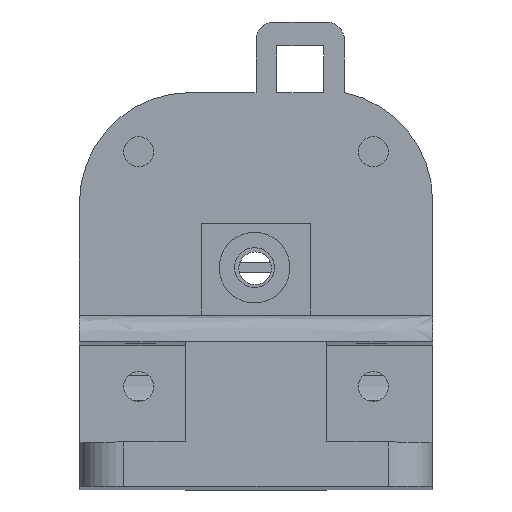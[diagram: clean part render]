
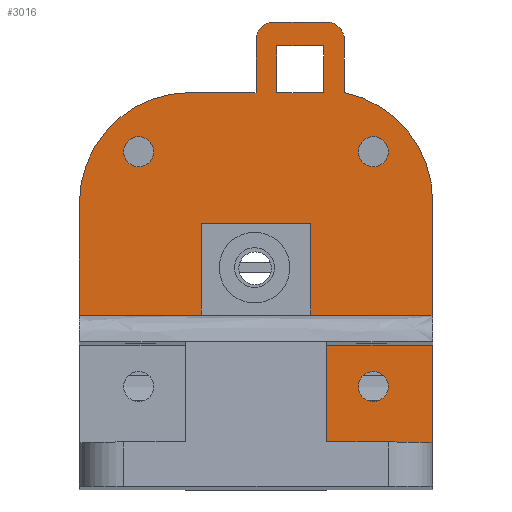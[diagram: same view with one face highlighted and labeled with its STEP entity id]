
A CAD part, left-side view. The second image highlights one B-rep face of the part: STEP entity #3016.
In plain terms, the highlighted planar face has unit normal (-1, 0, 0).
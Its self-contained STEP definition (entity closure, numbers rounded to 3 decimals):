
#70=FACE_BOUND('',#415,.T.);
#71=FACE_BOUND('',#416,.T.);
#72=FACE_BOUND('',#417,.T.);
#73=FACE_BOUND('',#418,.T.);
#144=PLANE('',#3253);
#249=FACE_OUTER_BOUND('',#414,.T.);
#414=EDGE_LOOP('',(#2111,#2112,#2113,#2114,#2115,#2116,#2117,#2118,#2119,
#2120,#2121,#2122,#2123,#2124,#2125,#2126,#2127,#2128,#2129,#2130,#2131,
#2132,#2133,#2134));
#415=EDGE_LOOP('',(#2135));
#416=EDGE_LOOP('',(#2136));
#417=EDGE_LOOP('',(#2137));
#418=EDGE_LOOP('',(#2138,#2139,#2140,#2141));
#648=LINE('',#4476,#947);
#652=LINE('',#4484,#951);
#656=LINE('',#4496,#955);
#659=LINE('',#4502,#958);
#660=LINE('',#4504,#959);
#661=LINE('',#4506,#960);
#662=LINE('',#4508,#961);
#663=LINE('',#4512,#962);
#664=LINE('',#4514,#963);
#665=LINE('',#4518,#964);
#666=LINE('',#4522,#965);
#667=LINE('',#4524,#966);
#668=LINE('',#4528,#967);
#669=LINE('',#4530,#968);
#670=LINE('',#4532,#969);
#671=LINE('',#4534,#970);
#672=LINE('',#4536,#971);
#673=LINE('',#4538,#972);
#674=LINE('',#4540,#973);
#675=LINE('',#4541,#974);
#676=LINE('',#4550,#975);
#677=LINE('',#4552,#976);
#678=LINE('',#4554,#977);
#679=LINE('',#4555,#978);
#947=VECTOR('',#3567,10.);
#951=VECTOR('',#3573,10.);
#955=VECTOR('',#3585,10.);
#958=VECTOR('',#3590,10.);
#959=VECTOR('',#3591,10.);
#960=VECTOR('',#3592,10.);
#961=VECTOR('',#3593,10.);
#962=VECTOR('',#3596,10.);
#963=VECTOR('',#3597,10.);
#964=VECTOR('',#3600,10.);
#965=VECTOR('',#3603,10.);
#966=VECTOR('',#3604,10.);
#967=VECTOR('',#3607,10.);
#968=VECTOR('',#3608,10.);
#969=VECTOR('',#3609,10.);
#970=VECTOR('',#3610,10.);
#971=VECTOR('',#3611,10.);
#972=VECTOR('',#3612,10.);
#973=VECTOR('',#3613,10.);
#974=VECTOR('',#3614,10.);
#975=VECTOR('',#3621,10.);
#976=VECTOR('',#3622,10.);
#977=VECTOR('',#3623,10.);
#978=VECTOR('',#3624,10.);
#1248=CIRCLE('',#3254,12.5);
#1249=CIRCLE('',#3255,2.);
#1250=CIRCLE('',#3256,2.);
#1251=CIRCLE('',#3257,12.5);
#1252=CIRCLE('',#3258,1.7);
#1253=CIRCLE('',#3259,1.7);
#1254=CIRCLE('',#3260,1.7);
#1374=VERTEX_POINT('',#4474);
#1375=VERTEX_POINT('',#4475);
#1378=VERTEX_POINT('',#4483);
#1382=VERTEX_POINT('',#4495);
#1384=VERTEX_POINT('',#4501);
#1385=VERTEX_POINT('',#4503);
#1386=VERTEX_POINT('',#4505);
#1387=VERTEX_POINT('',#4507);
#1388=VERTEX_POINT('',#4509);
#1389=VERTEX_POINT('',#4511);
#1390=VERTEX_POINT('',#4513);
#1391=VERTEX_POINT('',#4515);
#1392=VERTEX_POINT('',#4517);
#1393=VERTEX_POINT('',#4519);
#1394=VERTEX_POINT('',#4521);
#1395=VERTEX_POINT('',#4523);
#1396=VERTEX_POINT('',#4525);
#1397=VERTEX_POINT('',#4527);
#1398=VERTEX_POINT('',#4529);
#1399=VERTEX_POINT('',#4531);
#1400=VERTEX_POINT('',#4533);
#1401=VERTEX_POINT('',#4535);
#1402=VERTEX_POINT('',#4537);
#1403=VERTEX_POINT('',#4539);
#1404=VERTEX_POINT('',#4542);
#1405=VERTEX_POINT('',#4544);
#1406=VERTEX_POINT('',#4546);
#1407=VERTEX_POINT('',#4548);
#1408=VERTEX_POINT('',#4549);
#1409=VERTEX_POINT('',#4551);
#1410=VERTEX_POINT('',#4553);
#1661=EDGE_CURVE('',#1374,#1375,#648,.T.);
#1665=EDGE_CURVE('',#1378,#1374,#652,.T.);
#1671=EDGE_CURVE('',#1382,#1378,#656,.T.);
#1674=EDGE_CURVE('',#1375,#1384,#659,.T.);
#1675=EDGE_CURVE('',#1385,#1384,#660,.T.);
#1676=EDGE_CURVE('',#1386,#1385,#661,.T.);
#1677=EDGE_CURVE('',#1387,#1386,#662,.T.);
#1678=EDGE_CURVE('',#1388,#1387,#1248,.T.);
#1679=EDGE_CURVE('',#1388,#1389,#663,.T.);
#1680=EDGE_CURVE('',#1389,#1390,#664,.T.);
#1681=EDGE_CURVE('',#1390,#1391,#1249,.T.);
#1682=EDGE_CURVE('',#1391,#1392,#665,.T.);
#1683=EDGE_CURVE('',#1392,#1393,#1250,.T.);
#1684=EDGE_CURVE('',#1393,#1394,#666,.T.);
#1685=EDGE_CURVE('',#1394,#1395,#667,.T.);
#1686=EDGE_CURVE('',#1396,#1395,#1251,.T.);
#1687=EDGE_CURVE('',#1397,#1396,#668,.T.);
#1688=EDGE_CURVE('',#1397,#1398,#669,.T.);
#1689=EDGE_CURVE('',#1398,#1399,#670,.T.);
#1690=EDGE_CURVE('',#1399,#1400,#671,.T.);
#1691=EDGE_CURVE('',#1400,#1401,#672,.T.);
#1692=EDGE_CURVE('',#1401,#1402,#673,.T.);
#1693=EDGE_CURVE('',#1402,#1403,#674,.T.);
#1694=EDGE_CURVE('',#1403,#1382,#675,.T.);
#1695=EDGE_CURVE('',#1404,#1404,#1252,.T.);
#1696=EDGE_CURVE('',#1405,#1405,#1253,.T.);
#1697=EDGE_CURVE('',#1406,#1406,#1254,.T.);
#1698=EDGE_CURVE('',#1407,#1408,#676,.T.);
#1699=EDGE_CURVE('',#1408,#1409,#677,.T.);
#1700=EDGE_CURVE('',#1409,#1410,#678,.T.);
#1701=EDGE_CURVE('',#1410,#1407,#679,.T.);
#2111=ORIENTED_EDGE('',*,*,#1665,.T.);
#2112=ORIENTED_EDGE('',*,*,#1661,.T.);
#2113=ORIENTED_EDGE('',*,*,#1674,.T.);
#2114=ORIENTED_EDGE('',*,*,#1675,.F.);
#2115=ORIENTED_EDGE('',*,*,#1676,.F.);
#2116=ORIENTED_EDGE('',*,*,#1677,.F.);
#2117=ORIENTED_EDGE('',*,*,#1678,.F.);
#2118=ORIENTED_EDGE('',*,*,#1679,.T.);
#2119=ORIENTED_EDGE('',*,*,#1680,.T.);
#2120=ORIENTED_EDGE('',*,*,#1681,.T.);
#2121=ORIENTED_EDGE('',*,*,#1682,.T.);
#2122=ORIENTED_EDGE('',*,*,#1683,.T.);
#2123=ORIENTED_EDGE('',*,*,#1684,.T.);
#2124=ORIENTED_EDGE('',*,*,#1685,.T.);
#2125=ORIENTED_EDGE('',*,*,#1686,.F.);
#2126=ORIENTED_EDGE('',*,*,#1687,.F.);
#2127=ORIENTED_EDGE('',*,*,#1688,.T.);
#2128=ORIENTED_EDGE('',*,*,#1689,.T.);
#2129=ORIENTED_EDGE('',*,*,#1690,.T.);
#2130=ORIENTED_EDGE('',*,*,#1691,.T.);
#2131=ORIENTED_EDGE('',*,*,#1692,.T.);
#2132=ORIENTED_EDGE('',*,*,#1693,.T.);
#2133=ORIENTED_EDGE('',*,*,#1694,.T.);
#2134=ORIENTED_EDGE('',*,*,#1671,.T.);
#2135=ORIENTED_EDGE('',*,*,#1695,.T.);
#2136=ORIENTED_EDGE('',*,*,#1696,.T.);
#2137=ORIENTED_EDGE('',*,*,#1697,.T.);
#2138=ORIENTED_EDGE('',*,*,#1698,.T.);
#2139=ORIENTED_EDGE('',*,*,#1699,.T.);
#2140=ORIENTED_EDGE('',*,*,#1700,.T.);
#2141=ORIENTED_EDGE('',*,*,#1701,.T.);
#3016=ADVANCED_FACE('',(#249,#70,#71,#72,#73),#144,.F.);
#3253=AXIS2_PLACEMENT_3D('',#4500,#3588,#3589);
#3254=AXIS2_PLACEMENT_3D('',#4510,#3594,#3595);
#3255=AXIS2_PLACEMENT_3D('',#4516,#3598,#3599);
#3256=AXIS2_PLACEMENT_3D('',#4520,#3601,#3602);
#3257=AXIS2_PLACEMENT_3D('',#4526,#3605,#3606);
#3258=AXIS2_PLACEMENT_3D('',#4543,#3615,#3616);
#3259=AXIS2_PLACEMENT_3D('',#4545,#3617,#3618);
#3260=AXIS2_PLACEMENT_3D('',#4547,#3619,#3620);
#3567=DIRECTION('',(0.,0.,-1.));
#3573=DIRECTION('',(0.,-1.,0.));
#3585=DIRECTION('',(0.,0.,-1.));
#3588=DIRECTION('center_axis',(1.,0.,0.));
#3589=DIRECTION('ref_axis',(0.,1.,0.));
#3590=DIRECTION('',(0.,1.,0.));
#3591=DIRECTION('',(0.,0.,1.));
#3592=DIRECTION('',(0.,1.,0.));
#3593=DIRECTION('',(0.,0.,-1.));
#3594=DIRECTION('center_axis',(1.,0.,0.));
#3595=DIRECTION('ref_axis',(0.,-0.2,0.98));
#3596=DIRECTION('',(0.,-1.,0.));
#3597=DIRECTION('',(0.,0.,1.));
#3598=DIRECTION('center_axis',(-1.,0.,0.));
#3599=DIRECTION('ref_axis',(0.,-1.,0.));
#3600=DIRECTION('',(0.,1.,0.));
#3601=DIRECTION('center_axis',(-1.,0.,0.));
#3602=DIRECTION('ref_axis',(0.,0.,1.));
#3603=DIRECTION('',(0.,0.,-1.));
#3604=DIRECTION('',(0.,1.,0.));
#3605=DIRECTION('center_axis',(1.,0.,0.));
#3606=DIRECTION('ref_axis',(0.,0.707,0.707));
#3607=DIRECTION('',(0.,0.,1.));
#3608=DIRECTION('',(0.,-1.,0.));
#3609=DIRECTION('',(0.,0.,1.));
#3610=DIRECTION('',(0.,-1.,0.));
#3611=DIRECTION('',(0.,0.,-1.));
#3612=DIRECTION('',(0.,-1.,0.));
#3613=DIRECTION('',(0.,0.,-1.));
#3614=DIRECTION('',(0.,1.,0.));
#3615=DIRECTION('center_axis',(1.,0.,0.));
#3616=DIRECTION('ref_axis',(0.,1.,0.));
#3617=DIRECTION('center_axis',(1.,0.,0.));
#3618=DIRECTION('ref_axis',(0.,1.,0.));
#3619=DIRECTION('center_axis',(1.,0.,0.));
#3620=DIRECTION('ref_axis',(0.,1.,0.));
#3621=DIRECTION('',(0.,1.,0.));
#3622=DIRECTION('',(0.,0.,1.));
#3623=DIRECTION('',(0.,-1.,0.));
#3624=DIRECTION('',(0.,0.,-1.));
#4474=CARTESIAN_POINT('',(35.,-20.,5.015));
#4475=CARTESIAN_POINT('',(35.,-20.,0.014));
#4476=CARTESIAN_POINT('',(35.,-20.,14.659));
#4483=CARTESIAN_POINT('',(35.,-8.,5.015));
#4484=CARTESIAN_POINT('',(35.,-7.,5.015));
#4495=CARTESIAN_POINT('',(35.,-8.,16.4));
#4496=CARTESIAN_POINT('',(35.,-8.,22.68));
#4500=CARTESIAN_POINT('Origin',(35.,0.,29.));
#4501=CARTESIAN_POINT('',(35.,20.,0.014));
#4502=CARTESIAN_POINT('',(35.,-10.,0.014));
#4503=CARTESIAN_POINT('',(35.,20.,0.));
#4504=CARTESIAN_POINT('',(35.,20.,5.));
#4505=CARTESIAN_POINT('',(35.,-20.,0.));
#4506=CARTESIAN_POINT('',(35.,-10.,0.));
#4507=CARTESIAN_POINT('',(35.,-20.,32.752));
#4508=CARTESIAN_POINT('',(35.,-20.,10.));
#4509=CARTESIAN_POINT('',(35.,-9.999,45.));
#4510=CARTESIAN_POINT('Origin',(35.,-7.5,32.752));
#4511=CARTESIAN_POINT('',(35.,-10.,45.));
#4512=CARTESIAN_POINT('',(35.,0.,45.));
#4513=CARTESIAN_POINT('',(35.,-10.,51.));
#4514=CARTESIAN_POINT('',(35.,-10.,45.));
#4515=CARTESIAN_POINT('',(35.,-8.,53.));
#4516=CARTESIAN_POINT('Origin',(35.,-8.,51.));
#4517=CARTESIAN_POINT('',(35.,-2.,53.));
#4518=CARTESIAN_POINT('',(35.,-8.,53.));
#4519=CARTESIAN_POINT('',(35.,0.,51.));
#4520=CARTESIAN_POINT('Origin',(35.,-2.,51.));
#4521=CARTESIAN_POINT('',(35.,0.,45.));
#4522=CARTESIAN_POINT('',(35.,0.,51.));
#4523=CARTESIAN_POINT('',(35.,7.5,45.));
#4524=CARTESIAN_POINT('',(35.,0.,45.));
#4525=CARTESIAN_POINT('',(35.,20.,32.5));
#4526=CARTESIAN_POINT('Origin',(35.,7.5,32.5));
#4527=CARTESIAN_POINT('',(35.,20.,19.8));
#4528=CARTESIAN_POINT('',(35.,20.,5.));
#4529=CARTESIAN_POINT('',(35.,6.2,19.8));
#4530=CARTESIAN_POINT('',(35.,5.,19.8));
#4531=CARTESIAN_POINT('',(35.,6.2,30.2));
#4532=CARTESIAN_POINT('',(35.,6.2,29.6));
#4533=CARTESIAN_POINT('',(35.,-6.2,30.2));
#4534=CARTESIAN_POINT('',(35.,-3.1,30.2));
#4535=CARTESIAN_POINT('',(35.,-6.2,19.8));
#4536=CARTESIAN_POINT('',(35.,-6.2,24.4));
#4537=CARTESIAN_POINT('',(35.,-20.,19.8));
#4538=CARTESIAN_POINT('',(35.,5.,19.8));
#4539=CARTESIAN_POINT('',(35.,-20.,16.4));
#4540=CARTESIAN_POINT('',(35.,-20.,23.551));
#4541=CARTESIAN_POINT('',(35.,5.,16.4));
#4542=CARTESIAN_POINT('',(35.,-15.,11.7));
#4543=CARTESIAN_POINT('Origin',(35.,-13.3,11.7));
#4544=CARTESIAN_POINT('',(35.,-15.,38.3));
#4545=CARTESIAN_POINT('Origin',(35.,-13.3,38.3));
#4546=CARTESIAN_POINT('',(35.,11.6,38.3));
#4547=CARTESIAN_POINT('Origin',(35.,13.3,38.3));
#4548=CARTESIAN_POINT('',(35.,-7.65,45.));
#4549=CARTESIAN_POINT('',(35.,-2.35,45.));
#4550=CARTESIAN_POINT('',(35.,0.,45.));
#4551=CARTESIAN_POINT('',(35.,-2.35,50.3));
#4552=CARTESIAN_POINT('',(35.,-2.35,50.3));
#4553=CARTESIAN_POINT('',(35.,-7.65,50.3));
#4554=CARTESIAN_POINT('',(35.,-7.65,50.3));
#4555=CARTESIAN_POINT('',(35.,-7.65,45.));
